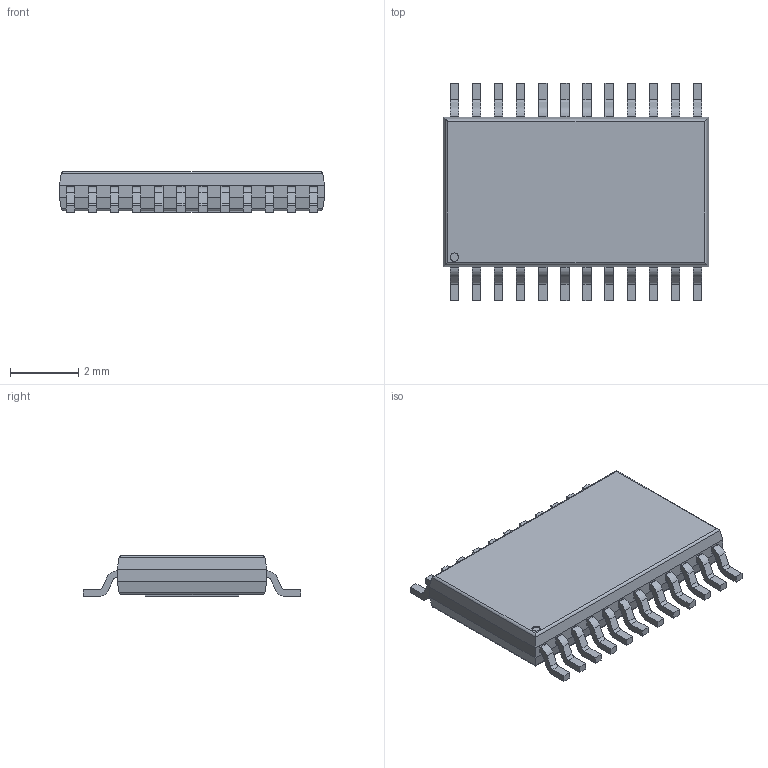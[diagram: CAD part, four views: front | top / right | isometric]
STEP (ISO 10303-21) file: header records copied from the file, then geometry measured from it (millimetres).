
FILE_DESCRIPTION (( 'STEP AP214' ), '1' );
FILE_NAME ( 'TSSOP-24.STEP', '2020-12-11T14:46:44', ( '' ), ( '' ), 'Part was generated with the free Library Expert Lite available at www.PCBLibraries.com. Removing line will violate the End User License Agreement.', '©2017 PCB Libraries, Inc.', '' );
FILE_SCHEMA (( 'AUTOMOTIVE_DESIGN' ));
Length unit declared in the file: millimetre
Products named in the file (1): TSSOP-24
Bounding box: 7.8 x 6.4 x 1.2 mm (x, y, z)
Volume: 40.7 mm3; surface area: 141 mm2
Topology: 26 solids, 26 shells, 367 faces, 926 edges, 612 vertices
Faces by surface type: plane 261, cylinder 106
Entity records: 12295 total; most frequent: CARTESIAN_POINT 1930, ORIENTED_EDGE 1852, DIRECTION 1850, EDGE_CURVE 926, VECTOR 722, LINE 722, VERTEX_POINT 612, AXIS2_PLACEMENT_3D 564
